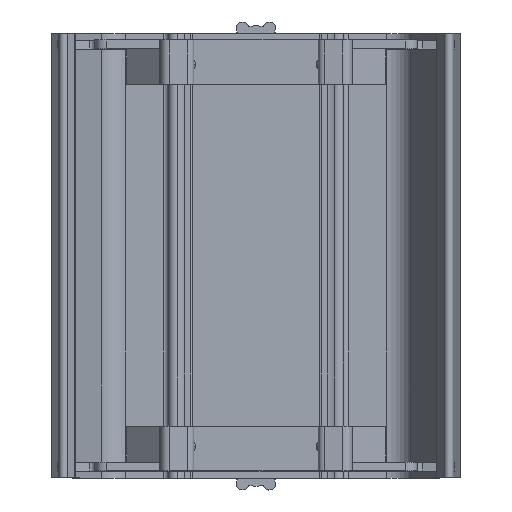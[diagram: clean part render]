
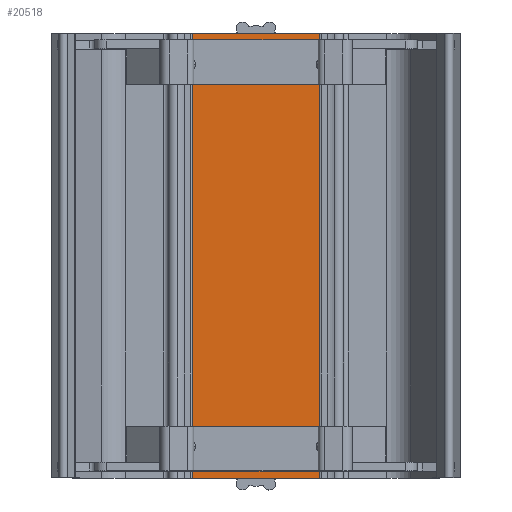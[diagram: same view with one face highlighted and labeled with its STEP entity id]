
A CAD part, top view. The second image highlights one B-rep face of the part: STEP entity #20518.
In plain terms, the highlighted planar face has unit normal (0, 0, 1).
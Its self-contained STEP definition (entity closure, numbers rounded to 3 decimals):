
#75=DIRECTION('',(1.,0.,0.));
#76=VECTOR('',#75,24.);
#77=CARTESIAN_POINT('',(-12.,0.,-66.5));
#78=LINE('',#77,#76);
#558=DIRECTION('',(-1.,0.,0.));
#559=VECTOR('',#558,35.6);
#560=CARTESIAN_POINT('',(17.8,98.5,-66.5));
#561=LINE('',#560,#559);
#825=DIRECTION('',(-1.,0.,0.));
#826=VECTOR('',#825,35.6);
#827=CARTESIAN_POINT('',(17.8,-1.5,-66.5));
#828=LINE('',#827,#826);
#829=DIRECTION('',(0.,-1.,0.));
#830=VECTOR('',#829,100.);
#831=CARTESIAN_POINT('',(17.8,98.5,-66.5));
#832=LINE('',#831,#830);
#833=DIRECTION('',(1.,0.,0.));
#834=VECTOR('',#833,24.);
#835=CARTESIAN_POINT('',(-12.,97.,-66.5));
#836=LINE('',#835,#834);
#837=DIRECTION('',(0.,1.,0.));
#838=VECTOR('',#837,2.);
#839=CARTESIAN_POINT('',(-12.,95.,-66.5));
#840=LINE('',#839,#838);
#841=DIRECTION('',(1.,0.,0.));
#842=VECTOR('',#841,8.5);
#843=CARTESIAN_POINT('',(-12.,95.,-66.5));
#844=LINE('',#843,#842);
#845=DIRECTION('',(0.,1.,0.));
#846=VECTOR('',#845,1.5);
#847=CARTESIAN_POINT('',(-3.5,93.5,-66.5));
#848=LINE('',#847,#846);
#849=CARTESIAN_POINT('',(0.,93.5,-66.5));
#850=DIRECTION('',(0.,0.,-1.));
#851=DIRECTION('',(1.,0.,0.));
#852=AXIS2_PLACEMENT_3D('',#849,#850,#851);
#854=DIRECTION('',(0.,-1.,0.));
#855=VECTOR('',#854,1.5);
#856=CARTESIAN_POINT('',(3.5,95.,-66.5));
#857=LINE('',#856,#855);
#858=DIRECTION('',(1.,0.,0.));
#859=VECTOR('',#858,8.5);
#860=CARTESIAN_POINT('',(3.5,95.,-66.5));
#861=LINE('',#860,#859);
#862=DIRECTION('',(0.,1.,0.));
#863=VECTOR('',#862,2.);
#864=CARTESIAN_POINT('',(12.,95.,-66.5));
#865=LINE('',#864,#863);
#866=DIRECTION('',(0.,-1.,0.));
#867=VECTOR('',#866,100.);
#868=CARTESIAN_POINT('',(-17.8,98.5,-66.5));
#869=LINE('',#868,#867);
#1367=DIRECTION('',(1.,0.,0.));
#1368=VECTOR('',#1367,8.5);
#1369=CARTESIAN_POINT('',(-12.,2.,-66.5));
#1370=LINE('',#1369,#1368);
#1371=DIRECTION('',(1.,0.,0.));
#1372=VECTOR('',#1371,8.5);
#1373=CARTESIAN_POINT('',(3.5,2.,-66.5));
#1374=LINE('',#1373,#1372);
#1467=DIRECTION('',(0.,-1.,0.));
#1468=VECTOR('',#1467,2.);
#1469=CARTESIAN_POINT('',(12.,2.,-66.5));
#1470=LINE('',#1469,#1468);
#6407=DIRECTION('',(0.,-1.,0.));
#6408=VECTOR('',#6407,2.);
#6409=CARTESIAN_POINT('',(-12.,2.,-66.5));
#6410=LINE('',#6409,#6408);
#6415=DIRECTION('',(0.,1.,0.));
#6416=VECTOR('',#6415,1.5);
#6417=CARTESIAN_POINT('',(-3.5,2.,-66.5));
#6418=LINE('',#6417,#6416);
#6427=CARTESIAN_POINT('',(0.,3.5,-66.5));
#6428=DIRECTION('',(0.,0.,-1.));
#6429=DIRECTION('',(-1.,0.,0.));
#6430=AXIS2_PLACEMENT_3D('',#6427,#6428,#6429);
#6440=DIRECTION('',(0.,-1.,0.));
#6441=VECTOR('',#6440,1.5);
#6442=CARTESIAN_POINT('',(3.5,3.5,-66.5));
#6443=LINE('',#6442,#6441);
#18240=CARTESIAN_POINT('',(-17.8,-1.5,-66.5));
#18241=VERTEX_POINT('',#18240);
#18242=CARTESIAN_POINT('',(17.8,-1.5,-66.5));
#18243=VERTEX_POINT('',#18242);
#18360=CARTESIAN_POINT('',(17.8,98.5,-66.5));
#18361=VERTEX_POINT('',#18360);
#18362=CARTESIAN_POINT('',(-17.8,98.5,-66.5));
#18363=VERTEX_POINT('',#18362);
#19447=CARTESIAN_POINT('',(-12.,0.,-66.5));
#19448=CARTESIAN_POINT('',(12.,0.,-66.5));
#19449=VERTEX_POINT('',#19447);
#19450=VERTEX_POINT('',#19448);
#19467=CARTESIAN_POINT('',(-12.,2.,-66.5));
#19468=CARTESIAN_POINT('',(-3.5,2.,-66.5));
#19469=VERTEX_POINT('',#19467);
#19470=VERTEX_POINT('',#19468);
#19471=CARTESIAN_POINT('',(3.5,2.,-66.5));
#19472=CARTESIAN_POINT('',(12.,2.,-66.5));
#19473=VERTEX_POINT('',#19471);
#19474=VERTEX_POINT('',#19472);
#19479=CARTESIAN_POINT('',(3.5,3.5,-66.5));
#19480=VERTEX_POINT('',#19479);
#19481=CARTESIAN_POINT('',(-3.5,3.5,-66.5));
#19482=VERTEX_POINT('',#19481);
#19528=CARTESIAN_POINT('',(-12.,97.,-66.5));
#19529=CARTESIAN_POINT('',(12.,97.,-66.5));
#19530=VERTEX_POINT('',#19528);
#19531=VERTEX_POINT('',#19529);
#19532=CARTESIAN_POINT('',(-12.,95.,-66.5));
#19533=CARTESIAN_POINT('',(-3.5,95.,-66.5));
#19534=VERTEX_POINT('',#19532);
#19535=VERTEX_POINT('',#19533);
#19536=CARTESIAN_POINT('',(3.5,95.,-66.5));
#19537=CARTESIAN_POINT('',(12.,95.,-66.5));
#19538=VERTEX_POINT('',#19536);
#19539=VERTEX_POINT('',#19537);
#19540=CARTESIAN_POINT('',(-3.5,93.5,-66.5));
#19541=VERTEX_POINT('',#19540);
#19542=CARTESIAN_POINT('',(3.5,93.5,-66.5));
#19543=VERTEX_POINT('',#19542);
#20471=CARTESIAN_POINT('',(0.,48.5,-66.5));
#20472=DIRECTION('',(0.,0.,1.));
#20473=DIRECTION('',(1.,0.,0.));
#20474=AXIS2_PLACEMENT_3D('',#20471,#20472,#20473);
#20475=PLANE('',#20474);
#20476=ORIENTED_EDGE('',*,*,#19870,.T.);
#20478=ORIENTED_EDGE('',*,*,#20477,.F.);
#20479=ORIENTED_EDGE('',*,*,#20017,.F.);
#20480=ORIENTED_EDGE('',*,*,#20463,.T.);
#20481=EDGE_LOOP('',(#20476,#20478,#20479,#20480));
#20482=FACE_OUTER_BOUND('',#20481,.F.);
#20483=ORIENTED_EDGE('',*,*,#19706,.T.);
#20485=ORIENTED_EDGE('',*,*,#20484,.F.);
#20487=ORIENTED_EDGE('',*,*,#20486,.F.);
#20489=ORIENTED_EDGE('',*,*,#20488,.F.);
#20491=ORIENTED_EDGE('',*,*,#20490,.F.);
#20493=ORIENTED_EDGE('',*,*,#20492,.F.);
#20495=ORIENTED_EDGE('',*,*,#20494,.F.);
#20497=ORIENTED_EDGE('',*,*,#20496,.T.);
#20498=EDGE_LOOP('',(#20483,#20485,#20487,#20489,#20491,#20493,#20495,#20497));
#20499=FACE_BOUND('',#20498,.F.);
#20501=ORIENTED_EDGE('',*,*,#20500,.F.);
#20503=ORIENTED_EDGE('',*,*,#20502,.F.);
#20505=ORIENTED_EDGE('',*,*,#20504,.T.);
#20507=ORIENTED_EDGE('',*,*,#20506,.F.);
#20509=ORIENTED_EDGE('',*,*,#20508,.F.);
#20511=ORIENTED_EDGE('',*,*,#20510,.F.);
#20513=ORIENTED_EDGE('',*,*,#20512,.T.);
#20515=ORIENTED_EDGE('',*,*,#20514,.T.);
#20516=EDGE_LOOP('',(#20501,#20503,#20505,#20507,#20509,#20511,#20513,#20515));
#20517=FACE_BOUND('',#20516,.F.);
#853=CIRCLE('',#852,3.5);
#6431=CIRCLE('',#6430,3.5);
#19706=EDGE_CURVE('',#19449,#19450,#78,.T.);
#19870=EDGE_CURVE('',#18243,#18241,#828,.T.);
#20017=EDGE_CURVE('',#18361,#18363,#561,.T.);
#20463=EDGE_CURVE('',#18361,#18243,#832,.T.);
#20477=EDGE_CURVE('',#18363,#18241,#869,.T.);
#20484=EDGE_CURVE('',#19474,#19450,#1470,.T.);
#20486=EDGE_CURVE('',#19473,#19474,#1374,.T.);
#20488=EDGE_CURVE('',#19480,#19473,#6443,.T.);
#20490=EDGE_CURVE('',#19482,#19480,#6431,.T.);
#20492=EDGE_CURVE('',#19470,#19482,#6418,.T.);
#20494=EDGE_CURVE('',#19469,#19470,#1370,.T.);
#20496=EDGE_CURVE('',#19469,#19449,#6410,.T.);
#20500=EDGE_CURVE('',#19530,#19531,#836,.T.);
#20502=EDGE_CURVE('',#19534,#19530,#840,.T.);
#20504=EDGE_CURVE('',#19534,#19535,#844,.T.);
#20506=EDGE_CURVE('',#19541,#19535,#848,.T.);
#20508=EDGE_CURVE('',#19543,#19541,#853,.T.);
#20510=EDGE_CURVE('',#19538,#19543,#857,.T.);
#20512=EDGE_CURVE('',#19538,#19539,#861,.T.);
#20514=EDGE_CURVE('',#19539,#19531,#865,.T.);
#20518=ADVANCED_FACE('',(#20482,#20499,#20517),#20475,.T.);
